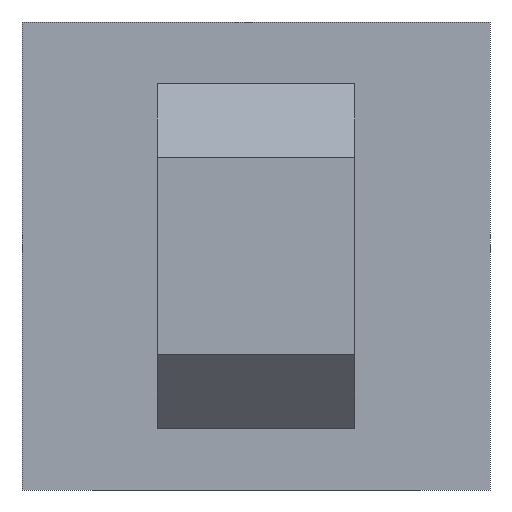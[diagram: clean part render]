
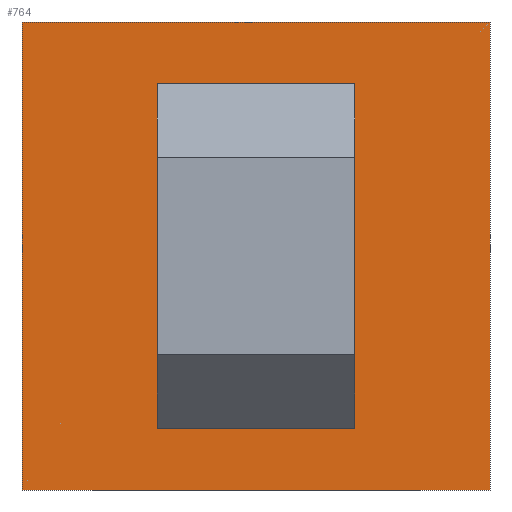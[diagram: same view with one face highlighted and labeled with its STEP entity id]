
A CAD part, front view. The second image highlights one B-rep face of the part: STEP entity #764.
In plain terms, the highlighted planar face has unit normal (0, -1, 0).
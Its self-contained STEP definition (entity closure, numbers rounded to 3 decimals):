
#16 = DIRECTION ( 'NONE',  ( 0., 0., 1. ) ) ;
#29 = CARTESIAN_POINT ( 'NONE',  ( -9.5, 0., -13.5 ) ) ;
#39 = DIRECTION ( 'NONE',  ( 0., 0., 1. ) ) ;
#65 = DIRECTION ( 'NONE',  ( 1., 0., 0. ) ) ;
#69 = AXIS2_PLACEMENT_3D ( 'NONE', #193, #333, #511 ) ;
#86 = LINE ( 'NONE', #732, #388 ) ;
#93 = PLANE ( 'NONE',  #135 ) ;
#95 = CARTESIAN_POINT ( 'NONE',  ( -4., 0., -19. ) ) ;
#100 = CARTESIAN_POINT ( 'NONE',  ( -9.5, 0., -19. ) ) ;
#105 = VERTEX_POINT ( 'NONE', #283 ) ;
#122 = VECTOR ( 'NONE', #487, 1000. ) ;
#126 = EDGE_CURVE ( 'NONE', #134, #438, #779, .T. ) ;
#134 = VERTEX_POINT ( 'NONE', #369 ) ;
#135 = AXIS2_PLACEMENT_3D ( 'NONE', #100, #523, #595 ) ;
#139 = CARTESIAN_POINT ( 'NONE',  ( 0., 0., -9.5 ) ) ;
#165 = CARTESIAN_POINT ( 'NONE',  ( 4., 0., -9.5 ) ) ;
#166 = EDGE_CURVE ( 'NONE', #208, #743, #556, .T. ) ;
#174 = DIRECTION ( 'NONE',  ( 1., 0., 0. ) ) ;
#180 = LINE ( 'NONE', #715, #771 ) ;
#189 = EDGE_CURVE ( 'NONE', #494, #296, #321, .T. ) ;
#193 = CARTESIAN_POINT ( 'NONE',  ( 0., 0., -9.5 ) ) ;
#208 = VERTEX_POINT ( 'NONE', #365 ) ;
#215 = VECTOR ( 'NONE', #174, 1000. ) ;
#225 = DIRECTION ( 'NONE',  ( 1., 0., 0. ) ) ;
#234 = VECTOR ( 'NONE', #225, 1000. ) ;
#236 = FACE_BOUND ( 'NONE', #261, .T. ) ;
#239 = ORIENTED_EDGE ( 'NONE', *, *, #291, .T. ) ;
#246 = DIRECTION ( 'NONE',  ( 0., 0., -1. ) ) ;
#249 = EDGE_CURVE ( 'NONE', #105, #551, #86, .T. ) ;
#253 = LINE ( 'NONE', #610, #497 ) ;
#261 = EDGE_LOOP ( 'NONE', ( #239, #332, #604, #517, #550, #447 ) ) ;
#283 = CARTESIAN_POINT ( 'NONE',  ( 0., 0., -5.5 ) ) ;
#291 = EDGE_CURVE ( 'NONE', #729, #134, #443, .T. ) ;
#296 = VERTEX_POINT ( 'NONE', #754 ) ;
#321 = LINE ( 'NONE', #593, #234 ) ;
#332 = ORIENTED_EDGE ( 'NONE', *, *, #126, .T. ) ;
#333 = DIRECTION ( 'NONE',  ( 0., 1., 0. ) ) ;
#338 = ORIENTED_EDGE ( 'NONE', *, *, #468, .F. ) ;
#350 = VECTOR ( 'NONE', #589, 1000. ) ;
#365 = CARTESIAN_POINT ( 'NONE',  ( -9.5, 0., 0. ) ) ;
#369 = CARTESIAN_POINT ( 'NONE',  ( -4., 0., -13.5 ) ) ;
#388 = VECTOR ( 'NONE', #65, 1000. ) ;
#407 = FACE_OUTER_BOUND ( 'NONE', #450, .T. ) ;
#408 = ORIENTED_EDGE ( 'NONE', *, *, #166, .F. ) ;
#427 = ORIENTED_EDGE ( 'NONE', *, *, #189, .T. ) ;
#438 = VERTEX_POINT ( 'NONE', #466 ) ;
#439 = VERTEX_POINT ( 'NONE', #165 ) ;
#443 = LINE ( 'NONE', #29, #758 ) ;
#447 = ORIENTED_EDGE ( 'NONE', *, *, #598, .T. ) ;
#449 = EDGE_CURVE ( 'NONE', #551, #439, #514, .T. ) ;
#450 = EDGE_LOOP ( 'NONE', ( #427, #338, #408, #684 ) ) ;
#455 = CIRCLE ( 'NONE', #480, 4. ) ;
#463 = DIRECTION ( 'NONE',  ( -1., 0., 0. ) ) ;
#466 = CARTESIAN_POINT ( 'NONE',  ( -4., 0., -9.5 ) ) ;
#468 = EDGE_CURVE ( 'NONE', #743, #296, #253, .T. ) ;
#480 = AXIS2_PLACEMENT_3D ( 'NONE', #139, #499, #16 ) ;
#487 = DIRECTION ( 'NONE',  ( 0., 0., 1. ) ) ;
#489 = CARTESIAN_POINT ( 'NONE',  ( 9.5, 0., 0. ) ) ;
#494 = VERTEX_POINT ( 'NONE', #505 ) ;
#497 = VECTOR ( 'NONE', #246, 1000. ) ;
#499 = DIRECTION ( 'NONE',  ( 0., 1., 0. ) ) ;
#502 = CARTESIAN_POINT ( 'NONE',  ( 4., 0., -5.5 ) ) ;
#505 = CARTESIAN_POINT ( 'NONE',  ( -9.5, 0., -19. ) ) ;
#511 = DIRECTION ( 'NONE',  ( 0., 0., 1. ) ) ;
#514 = LINE ( 'NONE', #528, #350 ) ;
#517 = ORIENTED_EDGE ( 'NONE', *, *, #249, .T. ) ;
#523 = DIRECTION ( 'NONE',  ( 0., -1., 0. ) ) ;
#527 = CARTESIAN_POINT ( 'NONE',  ( 0., 0., -13.5 ) ) ;
#528 = CARTESIAN_POINT ( 'NONE',  ( 4., 0., -19. ) ) ;
#550 = ORIENTED_EDGE ( 'NONE', *, *, #449, .T. ) ;
#551 = VERTEX_POINT ( 'NONE', #502 ) ;
#556 = LINE ( 'NONE', #489, #215 ) ;
#584 = EDGE_CURVE ( 'NONE', #438, #105, #455, .T. ) ;
#586 = CARTESIAN_POINT ( 'NONE',  ( 9.5, 0., 0. ) ) ;
#589 = DIRECTION ( 'NONE',  ( 0., 0., -1. ) ) ;
#593 = CARTESIAN_POINT ( 'NONE',  ( 9.5, 0., -19. ) ) ;
#595 = DIRECTION ( 'NONE',  ( 0., 0., -1. ) ) ;
#598 = EDGE_CURVE ( 'NONE', #439, #729, #727, .T. ) ;
#604 = ORIENTED_EDGE ( 'NONE', *, *, #584, .T. ) ;
#610 = CARTESIAN_POINT ( 'NONE',  ( 9.5, 0., -19. ) ) ;
#684 = ORIENTED_EDGE ( 'NONE', *, *, #720, .F. ) ;
#715 = CARTESIAN_POINT ( 'NONE',  ( -9.5, 0., -19. ) ) ;
#720 = EDGE_CURVE ( 'NONE', #494, #208, #180, .T. ) ;
#727 = CIRCLE ( 'NONE', #69, 4. ) ;
#729 = VERTEX_POINT ( 'NONE', #527 ) ;
#732 = CARTESIAN_POINT ( 'NONE',  ( -9.5, 0., -5.5 ) ) ;
#743 = VERTEX_POINT ( 'NONE', #586 ) ;
#754 = CARTESIAN_POINT ( 'NONE',  ( 9.5, 0., -19. ) ) ;
#758 = VECTOR ( 'NONE', #463, 1000. ) ;
#764 = ADVANCED_FACE ( 'NONE', ( #236, #407 ), #93, .T. ) ;
#771 = VECTOR ( 'NONE', #39, 1000. ) ;
#779 = LINE ( 'NONE', #95, #122 ) ;
